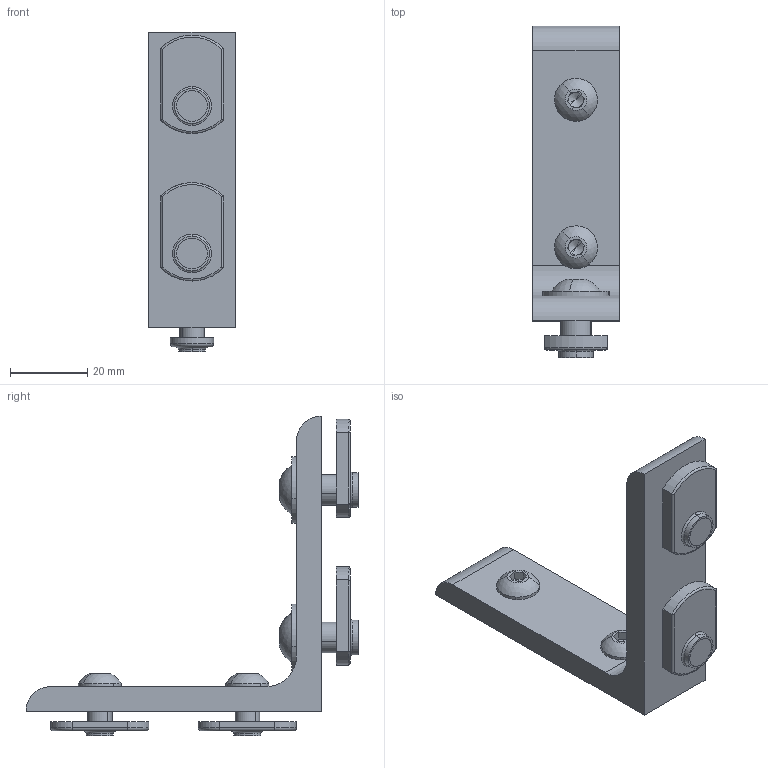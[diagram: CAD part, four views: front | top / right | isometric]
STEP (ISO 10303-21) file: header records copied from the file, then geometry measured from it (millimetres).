
FILE_DESCRIPTION (( 'STEP AP203' ), '1' );
FILE_NAME ('653269.SLDASM.step', '2003-10-13T11:32:48', ( 'Jerry Winters' ), ( 'GoEngineer' ), 'SwSTEP 2.0', 'SolidWorks 2003174', '' );
FILE_SCHEMA (( 'CONFIG_CONTROL_DESIGN' ));
Length unit declared in the file: inch
Products named in the file (9): 653269.SLDASM; 651171; 651163; 651021; Socket Button Head Cap Screw_AI_SBHCSCREW 0.25-20x0.5-HX-C; 651129; FBHSCS_651134; 651097; Inside Corner Brackets (TRAN)_653269
Assembly tree (10 placements, depth 4):
  653269.SLDASM
    Inside Corner Brackets (TRAN)_653269
    651171  x2
      651021
        Socket Button Head Cap Screw_AI_SBHCSCREW 0.25-20x0.5-HX-C
      651163
    651129  x2
      FBHSCS_651134
      651097
Bounding box: 22.23 x 85.72 x 82.55 mm (x, y, z)
Volume: 26649.1 mm3; surface area: 15299.4 mm2
Topology: 9 solids, 9 shells, 175 faces, 389 edges, 240 vertices
Faces by surface type: plane 76, cylinder 63, torus 20, cone 8, sphere 8
Entity records: 3778 total; most frequent: DIRECTION 545, CARTESIAN_POINT 482, ORIENTED_EDGE 430, AXIS2_PLACEMENT_3D 222, EDGE_CURVE 215, VERTEX_POINT 135, EDGE_LOOP 114, CIRCLE 110
